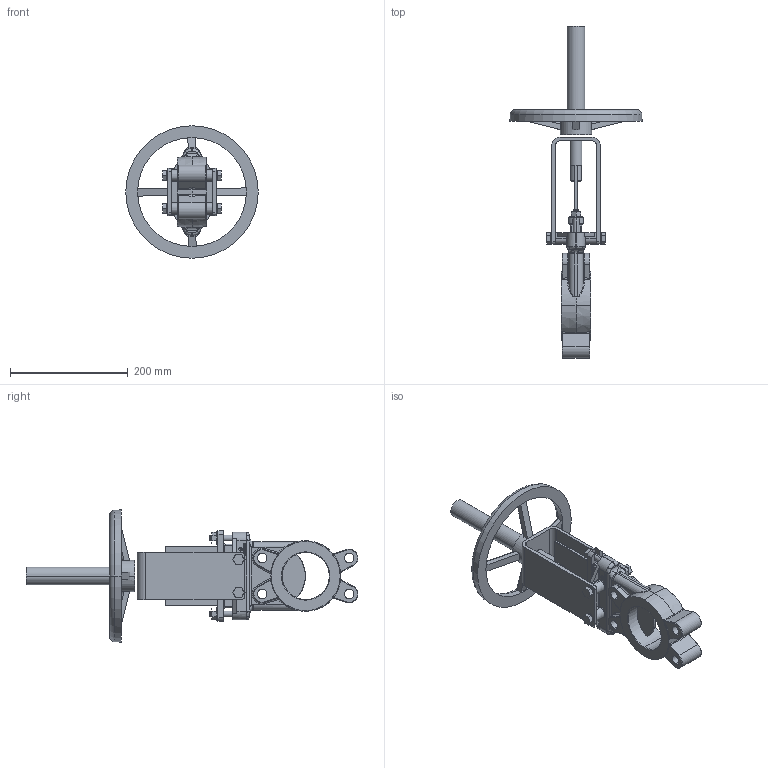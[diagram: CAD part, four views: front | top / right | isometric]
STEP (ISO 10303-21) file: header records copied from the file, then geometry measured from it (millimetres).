
FILE_DESCRIPTION (( 'STEP AP214' ), '1' );
FILE_NAME ('EX DN80_CAST IRON_HANDWHEEL_RS.STEP', '2011-11-24T16:35:02', ( 'user' ), ( '' ), 'SwSTEP 2.0', 'SolidWorks 2010', '' );
FILE_SCHEMA (( 'AUTOMOTIVE_DESIGN' ));
Length unit declared in the file: millimetre
Products named in the file (1): EX DN80_CAST IRON_HANDWHEEL_RS
Bounding box: 225 x 563.9 x 225 mm (x, y, z)
Surface area: 283957.4 mm2 (no closed solid volume)
Topology: 0 solids, 21 shells, 569 faces, 2092 edges, 1473 vertices
Faces by surface type: plane 216, cylinder 173, bspline 81, torus 66, cone 19, sphere 14
Entity records: 39347 total; most frequent: CARTESIAN_POINT 16298, DIRECTION 3309, ORIENTED_EDGE 3238, EDGE_CURVE 2080, VERTEX_POINT 1473, VECTOR 1141, LINE 1141, AXIS2_PLACEMENT_3D 1084
